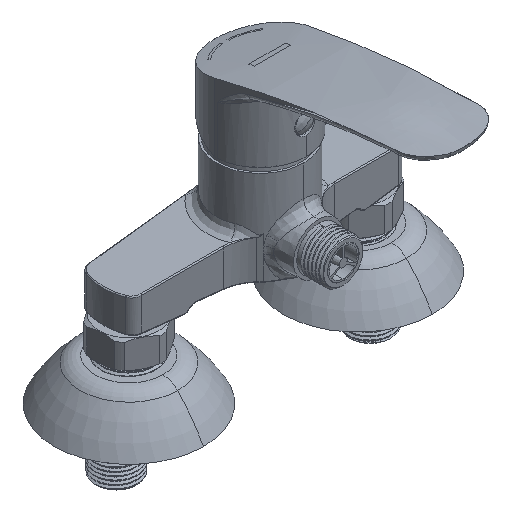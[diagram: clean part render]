
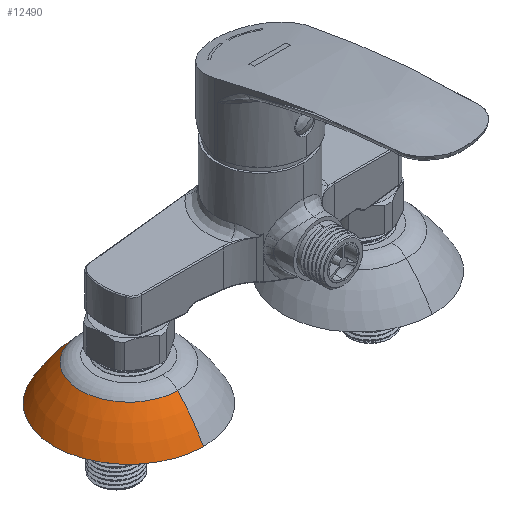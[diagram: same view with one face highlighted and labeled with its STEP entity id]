
A CAD part, isometric view. The second image highlights one B-rep face of the part: STEP entity #12490.
In plain terms, the highlighted toroidal (fillet/blend) face has major radius 29.249 mm and minor radius 74 mm.
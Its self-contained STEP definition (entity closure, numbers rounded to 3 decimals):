
#4059 = AXIS2_PLACEMENT_3D ( 'NONE', #32468, #39864, #14175 ) ;
#7895 = AXIS2_PLACEMENT_3D ( 'NONE', #40194, #67182, #54112 ) ;
#9291 = CARTESIAN_POINT ( 'NONE',  ( -55.16, -27.942, -47.5 ) ) ;
#10507 = FACE_OUTER_BOUND ( 'NONE', #24871, .T. ) ;
#11805 = VERTEX_POINT ( 'NONE', #32863 ) ;
#12490 = ADVANCED_FACE ( 'NONE', ( #10507 ), #50385, .T. ) ;
#14175 = DIRECTION ( 'NONE',  ( -0.004, -1., 0. ) ) ;
#16508 = CIRCLE ( 'NONE', #4059, 23.475 ) ;
#24871 = EDGE_LOOP ( 'NONE', ( #50710, #32911, #40359, #49391 ) ) ;
#26872 = EDGE_CURVE ( 'NONE', #68888, #40063, #83004, .T. ) ;
#30706 = EDGE_CURVE ( 'NONE', #49474, #68888, #36294, .T. ) ;
#32291 = AXIS2_PLACEMENT_3D ( 'NONE', #37049, #63604, #76263 ) ;
#32468 = CARTESIAN_POINT ( 'NONE',  ( -55., 8.058, -30.483 ) ) ;
#32863 = CARTESIAN_POINT ( 'NONE',  ( -54.896, 31.532, -30.483 ) ) ;
#32911 = ORIENTED_EDGE ( 'NONE', *, *, #30706, .T. ) ;
#33638 = CARTESIAN_POINT ( 'NONE',  ( -55.104, -15.417, -30.483 ) ) ;
#36294 = CIRCLE ( 'NONE', #47420, 36. ) ;
#37049 = CARTESIAN_POINT ( 'NONE',  ( -55., 8.058, -82.408 ) ) ;
#37718 = EDGE_CURVE ( 'NONE', #11805, #40063, #16508, .T. ) ;
#39864 = DIRECTION ( 'NONE',  ( 0., 0., 1. ) ) ;
#40063 = VERTEX_POINT ( 'NONE', #33638 ) ;
#40194 = CARTESIAN_POINT ( 'NONE',  ( -54.87, 37.306, -82.408 ) ) ;
#40359 = ORIENTED_EDGE ( 'NONE', *, *, #26872, .T. ) ;
#40938 = CARTESIAN_POINT ( 'NONE',  ( -55., 8.058, -47.5 ) ) ;
#41719 = DIRECTION ( 'NONE',  ( 1., -0.004, 0. ) ) ;
#46621 = CIRCLE ( 'NONE', #60555, 74. ) ;
#47420 = AXIS2_PLACEMENT_3D ( 'NONE', #40938, #66198, #80575 ) ;
#48254 = CARTESIAN_POINT ( 'NONE',  ( -55.13, -21.191, -82.408 ) ) ;
#49391 = ORIENTED_EDGE ( 'NONE', *, *, #37718, .F. ) ;
#49474 = VERTEX_POINT ( 'NONE', #65100 ) ;
#50385 = TOROIDAL_SURFACE ( 'NONE', #32291, -29.249, 74. ) ;
#50710 = ORIENTED_EDGE ( 'NONE', *, *, #74891, .F. ) ;
#54112 = DIRECTION ( 'NONE',  ( -0.004, -1., 0. ) ) ;
#60555 = AXIS2_PLACEMENT_3D ( 'NONE', #48254, #41719, #68281 ) ;
#63604 = DIRECTION ( 'NONE',  ( 0., 0., 1. ) ) ;
#65100 = CARTESIAN_POINT ( 'NONE',  ( -54.84, 44.057, -47.5 ) ) ;
#66198 = DIRECTION ( 'NONE',  ( 0., 0., 1. ) ) ;
#67182 = DIRECTION ( 'NONE',  ( -1., 0.004, 0. ) ) ;
#68281 = DIRECTION ( 'NONE',  ( 0.004, 1., 0. ) ) ;
#68888 = VERTEX_POINT ( 'NONE', #9291 ) ;
#74891 = EDGE_CURVE ( 'NONE', #49474, #11805, #46621, .T. ) ;
#76263 = DIRECTION ( 'NONE',  ( -0.004, -1., 0. ) ) ;
#80575 = DIRECTION ( 'NONE',  ( -0.004, -1., 0. ) ) ;
#83004 = CIRCLE ( 'NONE', #7895, 74. ) ;
